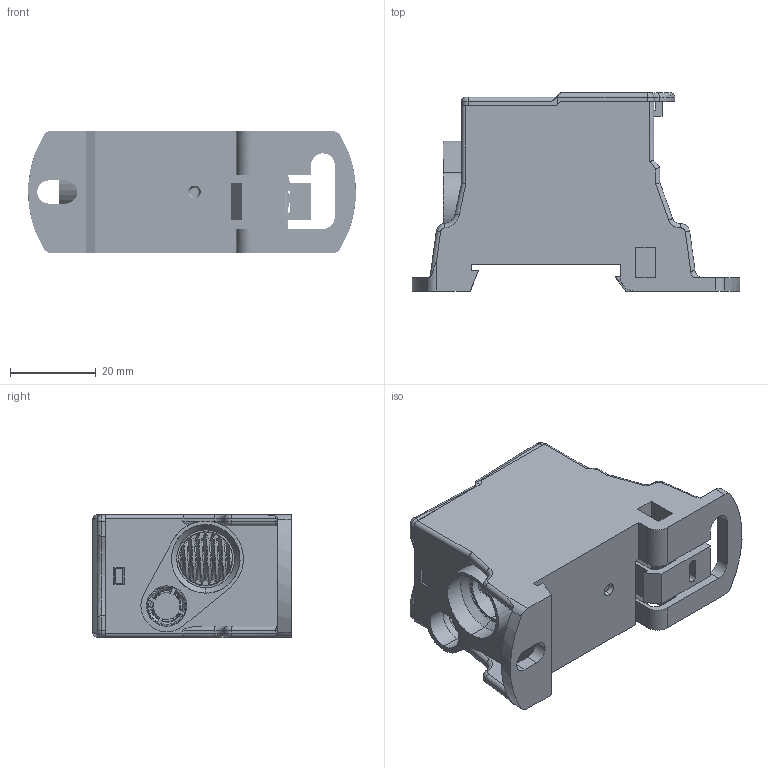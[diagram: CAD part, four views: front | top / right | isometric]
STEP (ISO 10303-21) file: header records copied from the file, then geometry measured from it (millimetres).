
FILE_DESCRIPTION (( 'STEP AP203' ), '1' );
FILE_NAME ('QM116008C.STEP', '2024-03-18T09:24:24', ( '' ), ( '' ), 'SwSTEP 2.0', 'SolidWorks 2022', '' );
FILE_SCHEMA (( 'CONFIG_CONTROL_DESIGN' ));
Length unit declared in the file: millimetre
Products named in the file (1): QM116008C
Bounding box: 76.33 x 46.2 x 28.6 mm (x, y, z)
Surface area: 33375.5 mm2 (no closed solid volume)
Topology: 0 solids, 16 shells, 1515 faces, 4244 edges, 2777 vertices
Faces by surface type: bspline 589, cylinder 536, plane 272, cone 52, torus 50, sphere 16
Entity records: 158246 total; most frequent: CARTESIAN_POINT 129869, ORIENTED_EDGE 8432, EDGE_CURVE 4220, B_SPLINE_CURVE_WITH_KNOTS 4100, VERTEX_POINT 2771, DIRECTION 1888, EDGE_LOOP 1622, FACE_OUTER_BOUND 1515
